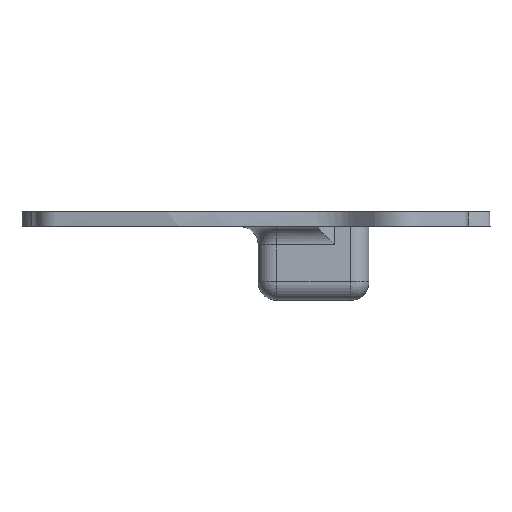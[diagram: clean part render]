
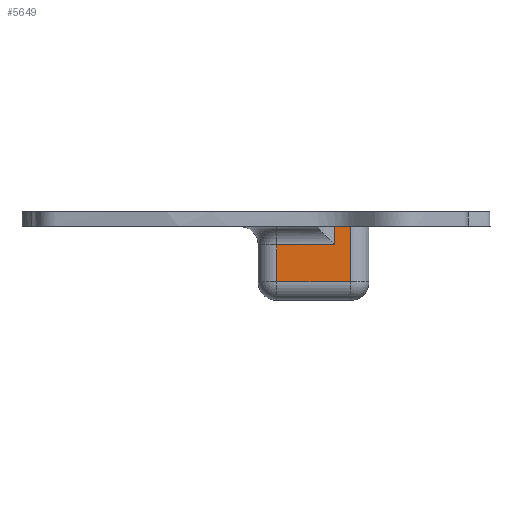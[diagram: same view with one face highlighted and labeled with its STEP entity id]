
A CAD part, left-side view. The second image highlights one B-rep face of the part: STEP entity #5649.
In plain terms, the highlighted planar face has unit normal (-1, 0, 0).
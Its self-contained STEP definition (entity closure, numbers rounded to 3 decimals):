
#96=PLANE('',#5981);
#382=FACE_OUTER_BOUND('',#709,.T.);
#709=EDGE_LOOP('',(#4278,#4279,#4280,#4281,#4282,#4283));
#1130=B_SPLINE_CURVE_WITH_KNOTS('',3,(#9442,#9443,#9444,#9445),
 .UNSPECIFIED.,.F.,.F.,(4,4),(-0.9,0.),
 .UNSPECIFIED.);
#1443=LINE('',#9463,#2068);
#1444=LINE('',#9465,#2069);
#1445=LINE('',#9467,#2070);
#1446=LINE('',#9469,#2071);
#1447=LINE('',#9470,#2072);
#2068=VECTOR('',#6615,10.);
#2069=VECTOR('',#6616,10.);
#2070=VECTOR('',#6617,10.);
#2071=VECTOR('',#6618,10.);
#2072=VECTOR('',#6619,10.);
#2774=VERTEX_POINT('',#9426);
#2775=VERTEX_POINT('',#9441);
#2777=VERTEX_POINT('',#9462);
#2778=VERTEX_POINT('',#9464);
#2779=VERTEX_POINT('',#9466);
#2780=VERTEX_POINT('',#9468);
#3373=EDGE_CURVE('',#2774,#2775,#1130,.T.);
#3376=EDGE_CURVE('',#2777,#2774,#1443,.T.);
#3377=EDGE_CURVE('',#2778,#2777,#1444,.T.);
#3378=EDGE_CURVE('',#2779,#2778,#1445,.T.);
#3379=EDGE_CURVE('',#2780,#2779,#1446,.T.);
#3380=EDGE_CURVE('',#2775,#2780,#1447,.T.);
#4278=ORIENTED_EDGE('',*,*,#3373,.F.);
#4279=ORIENTED_EDGE('',*,*,#3376,.F.);
#4280=ORIENTED_EDGE('',*,*,#3377,.F.);
#4281=ORIENTED_EDGE('',*,*,#3378,.F.);
#4282=ORIENTED_EDGE('',*,*,#3379,.F.);
#4283=ORIENTED_EDGE('',*,*,#3380,.F.);
#5649=ADVANCED_FACE('',(#382),#96,.T.);
#5981=AXIS2_PLACEMENT_3D('',#9461,#6613,#6614);
#6613=DIRECTION('center_axis',(-1.,0.,0.));
#6614=DIRECTION('ref_axis',(0.,1.,0.));
#6615=DIRECTION('',(0.,-1.,0.));
#6616=DIRECTION('',(0.,0.,1.));
#6617=DIRECTION('',(0.,1.,0.));
#6618=DIRECTION('',(0.,0.,-1.));
#6619=DIRECTION('',(0.,-1.,0.));
#9426=CARTESIAN_POINT('',(-17.073,-30.361,-5.));
#9441=CARTESIAN_POINT('',(-17.073,-30.361,4.));
#9442=CARTESIAN_POINT('Ctrl Pts',(-17.073,-30.361,-5.));
#9443=CARTESIAN_POINT('Ctrl Pts',(-17.073,-30.361,-2.));
#9444=CARTESIAN_POINT('Ctrl Pts',(-17.073,-30.361,1.));
#9445=CARTESIAN_POINT('Ctrl Pts',(-17.073,-30.361,4.));
#9461=CARTESIAN_POINT('Origin',(-17.073,-39.591,4.));
#9462=CARTESIAN_POINT('',(-17.073,-14.591,-5.));
#9463=CARTESIAN_POINT('',(-17.073,-13.296,-5.));
#9464=CARTESIAN_POINT('',(-17.073,-14.591,-15.));
#9465=CARTESIAN_POINT('',(-17.073,-14.591,4.));
#9466=CARTESIAN_POINT('',(-17.073,-34.591,-15.));
#9467=CARTESIAN_POINT('',(-17.073,-32.091,-15.));
#9468=CARTESIAN_POINT('',(-17.073,-34.591,4.));
#9469=CARTESIAN_POINT('',(-17.073,-34.591,4.));
#9470=CARTESIAN_POINT('',(-17.073,-9.591,4.));
